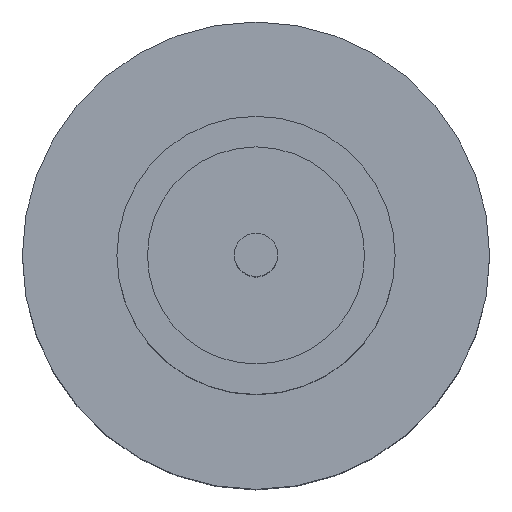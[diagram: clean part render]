
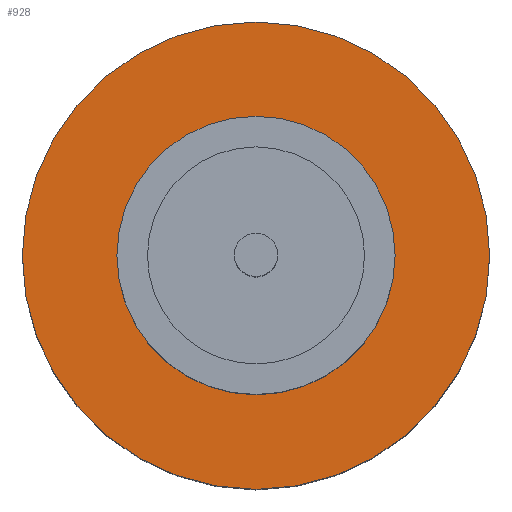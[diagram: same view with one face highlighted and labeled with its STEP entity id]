
A CAD part, top view. The second image highlights one B-rep face of the part: STEP entity #928.
In plain terms, the highlighted planar face has unit normal (0, 0, 1).
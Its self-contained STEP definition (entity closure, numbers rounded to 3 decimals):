
#29 = DIRECTION ( 'NONE',  ( 1., 0., 0. ) ) ;
#32 = FACE_OUTER_BOUND ( 'NONE', #621, .T. ) ;
#46 = CARTESIAN_POINT ( 'NONE',  ( -2.1, 0., 1.55 ) ) ;
#53 = VERTEX_POINT ( 'NONE', #46 ) ;
#71 = EDGE_CURVE ( 'NONE', #358, #371, #564, .T. ) ;
#99 = CARTESIAN_POINT ( 'NONE',  ( 0., 0., 1.55 ) ) ;
#124 = DIRECTION ( 'NONE',  ( 0., 0., 1. ) ) ;
#129 = AXIS2_PLACEMENT_3D ( 'NONE', #422, #124, #780 ) ;
#155 = AXIS2_PLACEMENT_3D ( 'NONE', #99, #612, #850 ) ;
#219 = EDGE_CURVE ( 'NONE', #371, #358, #440, .T. ) ;
#245 = CIRCLE ( 'NONE', #573, 2.1 ) ;
#271 = CARTESIAN_POINT ( 'NONE',  ( -1.25, 0., 1.55 ) ) ;
#297 = ORIENTED_EDGE ( 'NONE', *, *, #433, .T. ) ;
#332 = CARTESIAN_POINT ( 'NONE',  ( 2.1, 0., 1.55 ) ) ;
#358 = VERTEX_POINT ( 'NONE', #418 ) ;
#363 = CARTESIAN_POINT ( 'NONE',  ( 0., 0., 1.55 ) ) ;
#371 = VERTEX_POINT ( 'NONE', #271 ) ;
#378 = ORIENTED_EDGE ( 'NONE', *, *, #219, .F. ) ;
#387 = CARTESIAN_POINT ( 'NONE',  ( 0., 0., 1.55 ) ) ;
#418 = CARTESIAN_POINT ( 'NONE',  ( 1.25, 0., 1.55 ) ) ;
#422 = CARTESIAN_POINT ( 'NONE',  ( 0., 0., 1.55 ) ) ;
#433 = EDGE_CURVE ( 'NONE', #898, #53, #815, .T. ) ;
#440 = CIRCLE ( 'NONE', #155, 1.25 ) ;
#519 = EDGE_CURVE ( 'NONE', #53, #898, #245, .T. ) ;
#538 = PLANE ( 'NONE',  #843 ) ;
#564 = CIRCLE ( 'NONE', #129, 1.25 ) ;
#573 = AXIS2_PLACEMENT_3D ( 'NONE', #796, #949, #870 ) ;
#612 = DIRECTION ( 'NONE',  ( 0., 0., 1. ) ) ;
#620 = ORIENTED_EDGE ( 'NONE', *, *, #71, .F. ) ;
#621 = EDGE_LOOP ( 'NONE', ( #718, #297 ) ) ;
#656 = DIRECTION ( 'NONE',  ( 0., 0., 1. ) ) ;
#688 = FACE_BOUND ( 'NONE', #754, .T. ) ;
#718 = ORIENTED_EDGE ( 'NONE', *, *, #519, .T. ) ;
#722 = DIRECTION ( 'NONE',  ( 1., 0., 0. ) ) ;
#754 = EDGE_LOOP ( 'NONE', ( #620, #378 ) ) ;
#780 = DIRECTION ( 'NONE',  ( 1., 0., 0. ) ) ;
#788 = AXIS2_PLACEMENT_3D ( 'NONE', #363, #656, #722 ) ;
#796 = CARTESIAN_POINT ( 'NONE',  ( 0., 0., 1.55 ) ) ;
#815 = CIRCLE ( 'NONE', #788, 2.1 ) ;
#843 = AXIS2_PLACEMENT_3D ( 'NONE', #387, #900, #29 ) ;
#850 = DIRECTION ( 'NONE',  ( 1., 0., 0. ) ) ;
#870 = DIRECTION ( 'NONE',  ( 1., 0., 0. ) ) ;
#898 = VERTEX_POINT ( 'NONE', #332 ) ;
#900 = DIRECTION ( 'NONE',  ( 0., 0., 1. ) ) ;
#928 = ADVANCED_FACE ( 'NONE', ( #688, #32 ), #538, .T. ) ;
#949 = DIRECTION ( 'NONE',  ( 0., 0., 1. ) ) ;
